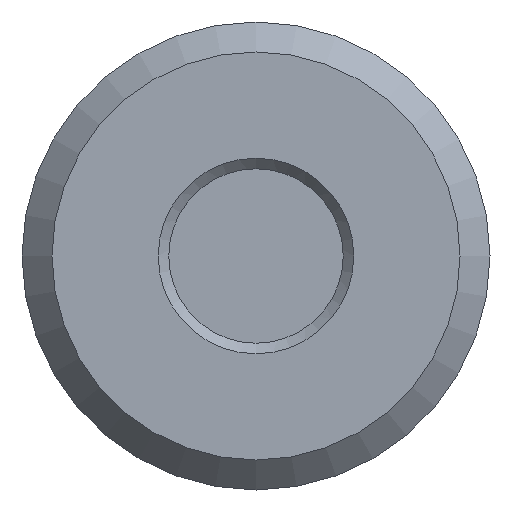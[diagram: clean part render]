
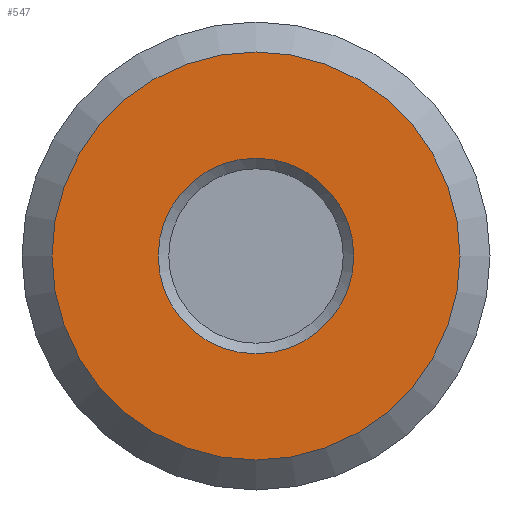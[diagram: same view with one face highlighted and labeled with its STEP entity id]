
A CAD part, front view. The second image highlights one B-rep face of the part: STEP entity #547.
In plain terms, the highlighted planar face has unit normal (0, -1, 0).
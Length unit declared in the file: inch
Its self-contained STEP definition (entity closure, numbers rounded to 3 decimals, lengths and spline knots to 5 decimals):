
#3 = DIRECTION ( 'NONE',  ( 0., 0., 1. ) ) ;
#5 = CIRCLE ( 'NONE', #241, 0.13625 ) ;
#11 = EDGE_CURVE ( 'NONE', #537, #537, #5, .T. ) ;
#17 = ORIENTED_EDGE ( 'NONE', *, *, #11, .F. ) ;
#39 = CIRCLE ( 'NONE', #120, 0.06532 ) ;
#112 = EDGE_LOOP ( 'NONE', ( #158 ) ) ;
#120 = AXIS2_PLACEMENT_3D ( 'NONE', #227, #527, #297 ) ;
#123 = EDGE_LOOP ( 'NONE', ( #17 ) ) ;
#158 = ORIENTED_EDGE ( 'NONE', *, *, #400, .T. ) ;
#184 = DIRECTION ( 'NONE',  ( 0., -1., 0. ) ) ;
#216 = CARTESIAN_POINT ( 'NONE',  ( 0., 0., 0.13625 ) ) ;
#227 = CARTESIAN_POINT ( 'NONE',  ( 0., 0., 0. ) ) ;
#241 = AXIS2_PLACEMENT_3D ( 'NONE', #247, #513, #3 ) ;
#247 = CARTESIAN_POINT ( 'NONE',  ( 0., 0., 0. ) ) ;
#297 = DIRECTION ( 'NONE',  ( 0., 0., 1. ) ) ;
#314 = AXIS2_PLACEMENT_3D ( 'NONE', #352, #184, #411 ) ;
#324 = VERTEX_POINT ( 'NONE', #515 ) ;
#352 = CARTESIAN_POINT ( 'NONE',  ( -0.06532, 0., 0. ) ) ;
#355 = FACE_BOUND ( 'NONE', #112, .T. ) ;
#400 = EDGE_CURVE ( 'NONE', #324, #324, #39, .T. ) ;
#411 = DIRECTION ( 'NONE',  ( 0., 0., -1. ) ) ;
#486 = PLANE ( 'NONE',  #314 ) ;
#506 = FACE_OUTER_BOUND ( 'NONE', #123, .T. ) ;
#513 = DIRECTION ( 'NONE',  ( 0., 1., 0. ) ) ;
#515 = CARTESIAN_POINT ( 'NONE',  ( 0., 0., 0.06532 ) ) ;
#527 = DIRECTION ( 'NONE',  ( 0., 1., 0. ) ) ;
#537 = VERTEX_POINT ( 'NONE', #216 ) ;
#547 = ADVANCED_FACE ( 'NONE', ( #355, #506 ), #486, .T. ) ;
